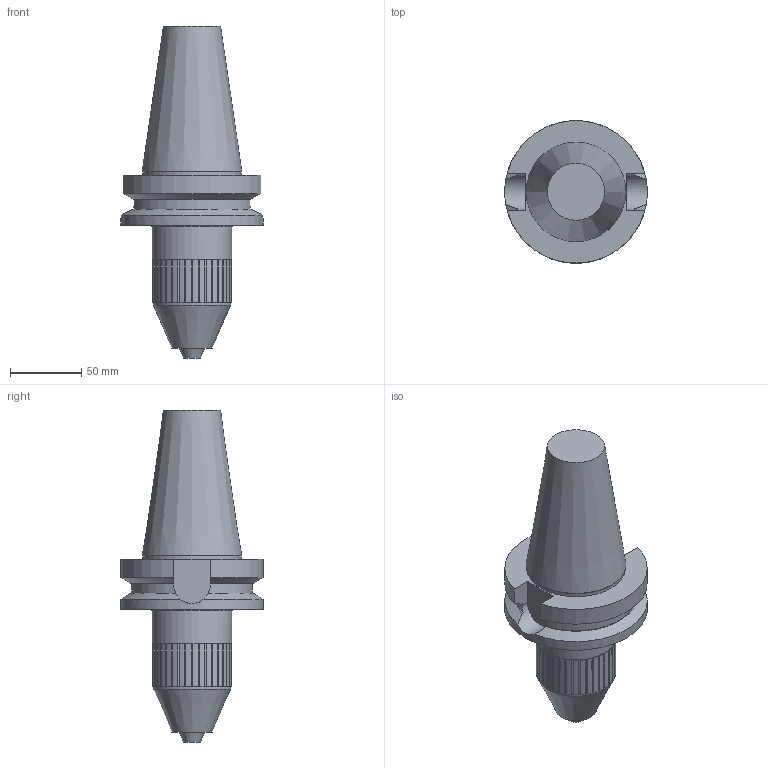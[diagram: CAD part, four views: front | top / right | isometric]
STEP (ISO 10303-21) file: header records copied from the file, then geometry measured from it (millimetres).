
FILE_DESCRIPTION(/* description */ (''),/* implementation_level */ '2;1');
FILE_NAME(/* name */ 'E3416508516.stp',/* time_stamp */ '2017-10-23T09:37:30+05:00',/* author */ (''),/* organization */ (''),/* preprocessor_version */ 'ST-DEVELOPER v16',/* originating_system */ 'SIEMENS PLM Software NX 11.0',/* authorisation */ '');
FILE_SCHEMA (('AUTOMOTIVE_DESIGN { 1 0 10303 214 3 1 1 1 }'));
Length unit declared in the file: millimetre
Products named in the file (1): E3416508516
Bounding box: 100 x 100 x 232.8 mm (x, y, z)
Volume: 672091.6 mm3; surface area: 68330.8 mm2
Topology: 2 solids, 3 shells, 295 faces, 755 edges, 470 vertices
Faces by surface type: plane 200, cylinder 83, cone 10, torus 2
Full cylindrical faces by diameter (mm): 4 x1, 54 x1, 56 x1, 69.15 x1, 100 x1
Entity records: 8921 total; most frequent: DIRECTION 1634, CARTESIAN_POINT 1591, ORIENTED_EDGE 1470, EDGE_CURVE 735, AXIS2_PLACEMENT_3D 622, VERTEX_POINT 463, LINE 390, VECTOR 390
